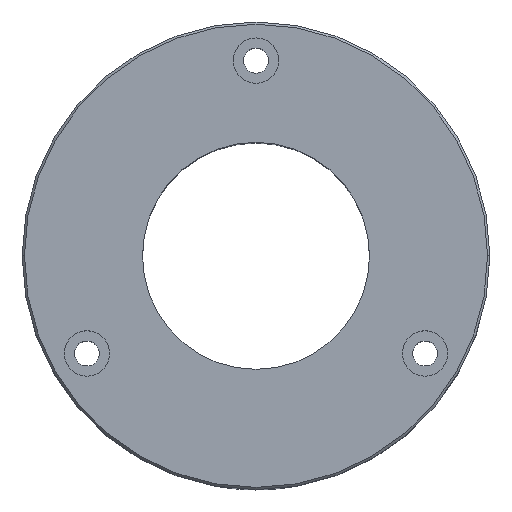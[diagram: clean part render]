
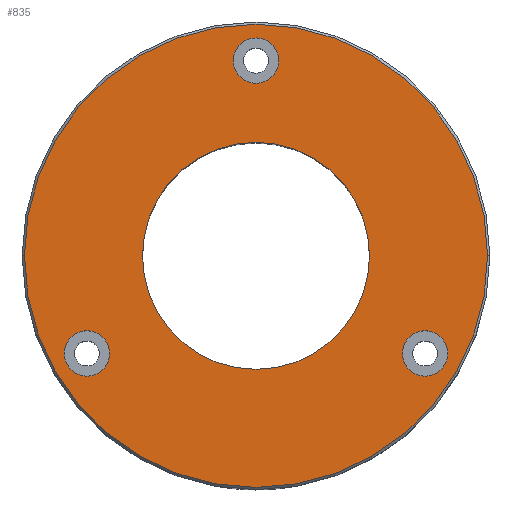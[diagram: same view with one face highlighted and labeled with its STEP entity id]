
A CAD part, top view. The second image highlights one B-rep face of the part: STEP entity #835.
In plain terms, the highlighted planar face has unit normal (0, 0, 1).
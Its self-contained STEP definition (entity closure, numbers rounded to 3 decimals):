
#4 = FACE_BOUND ( 'NONE', #288, .T. ) ;
#13 = EDGE_LOOP ( 'NONE', ( #406, #294 ) ) ;
#48 = AXIS2_PLACEMENT_3D ( 'NONE', #1029, #383, #561 ) ;
#51 = CIRCLE ( 'NONE', #89, 5. ) ;
#72 = AXIS2_PLACEMENT_3D ( 'NONE', #890, #1175, #516 ) ;
#78 = CARTESIAN_POINT ( 'NONE',  ( 32.239, -21.5, 0. ) ) ;
#87 = ORIENTED_EDGE ( 'NONE', *, *, #1077, .F. ) ;
#89 = AXIS2_PLACEMENT_3D ( 'NONE', #1062, #310, #597 ) ;
#90 = ORIENTED_EDGE ( 'NONE', *, *, #655, .F. ) ;
#98 = CARTESIAN_POINT ( 'NONE',  ( -51., 0., 0. ) ) ;
#99 = CARTESIAN_POINT ( 'NONE',  ( 0., 0., 0. ) ) ;
#101 = ORIENTED_EDGE ( 'NONE', *, *, #933, .F. ) ;
#105 = FACE_BOUND ( 'NONE', #342, .T. ) ;
#132 = AXIS2_PLACEMENT_3D ( 'NONE', #658, #359, #652 ) ;
#139 = DIRECTION ( 'NONE',  ( 1., 0., 0. ) ) ;
#158 = ORIENTED_EDGE ( 'NONE', *, *, #293, .T. ) ;
#161 = EDGE_CURVE ( 'NONE', #581, #1216, #191, .T. ) ;
#164 = DIRECTION ( 'NONE',  ( 1., 0., 0. ) ) ;
#168 = CIRCLE ( 'NONE', #132, 5. ) ;
#170 = CIRCLE ( 'NONE', #356, 51. ) ;
#182 = EDGE_CURVE ( 'NONE', #1225, #469, #170, .T. ) ;
#191 = CIRCLE ( 'NONE', #722, 5. ) ;
#196 = CARTESIAN_POINT ( 'NONE',  ( -42.239, -21.5, 0. ) ) ;
#220 = DIRECTION ( 'NONE',  ( 1., 0., 0. ) ) ;
#262 = EDGE_CURVE ( 'NONE', #469, #1225, #358, .T. ) ;
#267 = DIRECTION ( 'NONE',  ( 1., 0., 0. ) ) ;
#285 = DIRECTION ( 'NONE',  ( 0., 0., -1. ) ) ;
#288 = EDGE_LOOP ( 'NONE', ( #302, #87 ) ) ;
#293 = EDGE_CURVE ( 'NONE', #969, #1164, #484, .T. ) ;
#294 = ORIENTED_EDGE ( 'NONE', *, *, #182, .T. ) ;
#302 = ORIENTED_EDGE ( 'NONE', *, *, #161, .F. ) ;
#310 = DIRECTION ( 'NONE',  ( 0., 0., 1. ) ) ;
#329 = CARTESIAN_POINT ( 'NONE',  ( -5., 43., 0. ) ) ;
#342 = EDGE_LOOP ( 'NONE', ( #158, #754 ) ) ;
#356 = AXIS2_PLACEMENT_3D ( 'NONE', #765, #771, #164 ) ;
#358 = CIRCLE ( 'NONE', #48, 51. ) ;
#359 = DIRECTION ( 'NONE',  ( 0., 0., 1. ) ) ;
#365 = DIRECTION ( 'NONE',  ( 0., 0., 1. ) ) ;
#383 = DIRECTION ( 'NONE',  ( 0., 0., 1. ) ) ;
#406 = ORIENTED_EDGE ( 'NONE', *, *, #262, .T. ) ;
#415 = DIRECTION ( 'NONE',  ( 0., 0., 1. ) ) ;
#445 = CIRCLE ( 'NONE', #72, 5. ) ;
#465 = CIRCLE ( 'NONE', #839, 5. ) ;
#469 = VERTEX_POINT ( 'NONE', #98 ) ;
#484 = CIRCLE ( 'NONE', #1058, 25. ) ;
#505 = VERTEX_POINT ( 'NONE', #1210 ) ;
#511 = EDGE_CURVE ( 'NONE', #1164, #969, #1037, .T. ) ;
#516 = DIRECTION ( 'NONE',  ( 1., 0., 0. ) ) ;
#518 = VERTEX_POINT ( 'NONE', #650 ) ;
#522 = AXIS2_PLACEMENT_3D ( 'NONE', #99, #415, #220 ) ;
#556 = CARTESIAN_POINT ( 'NONE',  ( -25., 0., 0. ) ) ;
#561 = DIRECTION ( 'NONE',  ( 1., 0., 0. ) ) ;
#580 = ORIENTED_EDGE ( 'NONE', *, *, #782, .F. ) ;
#581 = VERTEX_POINT ( 'NONE', #727 ) ;
#586 = CIRCLE ( 'NONE', #1001, 5. ) ;
#596 = DIRECTION ( 'NONE',  ( -1., 0., 0. ) ) ;
#597 = DIRECTION ( 'NONE',  ( 1., 0., 0. ) ) ;
#604 = FACE_BOUND ( 'NONE', #735, .T. ) ;
#642 = CARTESIAN_POINT ( 'NONE',  ( 0., 0., 0. ) ) ;
#650 = CARTESIAN_POINT ( 'NONE',  ( 5., 43., 0. ) ) ;
#652 = DIRECTION ( 'NONE',  ( 1., 0., 0. ) ) ;
#654 = DIRECTION ( 'NONE',  ( -1., 0., 0. ) ) ;
#655 = EDGE_CURVE ( 'NONE', #518, #1043, #586, .T. ) ;
#658 = CARTESIAN_POINT ( 'NONE',  ( -37.239, -21.5, 0. ) ) ;
#695 = FACE_OUTER_BOUND ( 'NONE', #13, .T. ) ;
#702 = AXIS2_PLACEMENT_3D ( 'NONE', #642, #912, #654 ) ;
#713 = DIRECTION ( 'NONE',  ( 1., 0., 0. ) ) ;
#722 = AXIS2_PLACEMENT_3D ( 'NONE', #935, #365, #267 ) ;
#727 = CARTESIAN_POINT ( 'NONE',  ( -32.239, -21.5, 0. ) ) ;
#735 = EDGE_LOOP ( 'NONE', ( #90, #580 ) ) ;
#754 = ORIENTED_EDGE ( 'NONE', *, *, #511, .T. ) ;
#765 = CARTESIAN_POINT ( 'NONE',  ( 0., 0., 0. ) ) ;
#767 = EDGE_LOOP ( 'NONE', ( #101, #1230 ) ) ;
#771 = DIRECTION ( 'NONE',  ( 0., 0., 1. ) ) ;
#782 = EDGE_CURVE ( 'NONE', #1043, #518, #51, .T. ) ;
#810 = PLANE ( 'NONE',  #522 ) ;
#829 = CARTESIAN_POINT ( 'NONE',  ( 0., 43., 0. ) ) ;
#835 = ADVANCED_FACE ( 'NONE', ( #4, #967, #604, #105, #695 ), #810, .T. ) ;
#839 = AXIS2_PLACEMENT_3D ( 'NONE', #1013, #911, #713 ) ;
#871 = CARTESIAN_POINT ( 'NONE',  ( 51., 0., 0. ) ) ;
#890 = CARTESIAN_POINT ( 'NONE',  ( 37.239, -21.5, 0. ) ) ;
#911 = DIRECTION ( 'NONE',  ( 0., 0., 1. ) ) ;
#912 = DIRECTION ( 'NONE',  ( 0., 0., -1. ) ) ;
#914 = EDGE_CURVE ( 'NONE', #1166, #505, #445, .T. ) ;
#933 = EDGE_CURVE ( 'NONE', #505, #1166, #465, .T. ) ;
#935 = CARTESIAN_POINT ( 'NONE',  ( -37.239, -21.5, 0. ) ) ;
#947 = CARTESIAN_POINT ( 'NONE',  ( 25., 0., 0. ) ) ;
#967 = FACE_BOUND ( 'NONE', #767, .T. ) ;
#969 = VERTEX_POINT ( 'NONE', #556 ) ;
#1001 = AXIS2_PLACEMENT_3D ( 'NONE', #829, #1222, #139 ) ;
#1013 = CARTESIAN_POINT ( 'NONE',  ( 37.239, -21.5, 0. ) ) ;
#1029 = CARTESIAN_POINT ( 'NONE',  ( 0., 0., 0. ) ) ;
#1037 = CIRCLE ( 'NONE', #702, 25. ) ;
#1043 = VERTEX_POINT ( 'NONE', #329 ) ;
#1058 = AXIS2_PLACEMENT_3D ( 'NONE', #1137, #285, #596 ) ;
#1062 = CARTESIAN_POINT ( 'NONE',  ( 0., 43., 0. ) ) ;
#1077 = EDGE_CURVE ( 'NONE', #1216, #581, #168, .T. ) ;
#1137 = CARTESIAN_POINT ( 'NONE',  ( 0., 0., 0. ) ) ;
#1164 = VERTEX_POINT ( 'NONE', #947 ) ;
#1166 = VERTEX_POINT ( 'NONE', #78 ) ;
#1175 = DIRECTION ( 'NONE',  ( 0., 0., 1. ) ) ;
#1210 = CARTESIAN_POINT ( 'NONE',  ( 42.239, -21.5, 0. ) ) ;
#1216 = VERTEX_POINT ( 'NONE', #196 ) ;
#1222 = DIRECTION ( 'NONE',  ( 0., 0., 1. ) ) ;
#1225 = VERTEX_POINT ( 'NONE', #871 ) ;
#1230 = ORIENTED_EDGE ( 'NONE', *, *, #914, .F. ) ;
